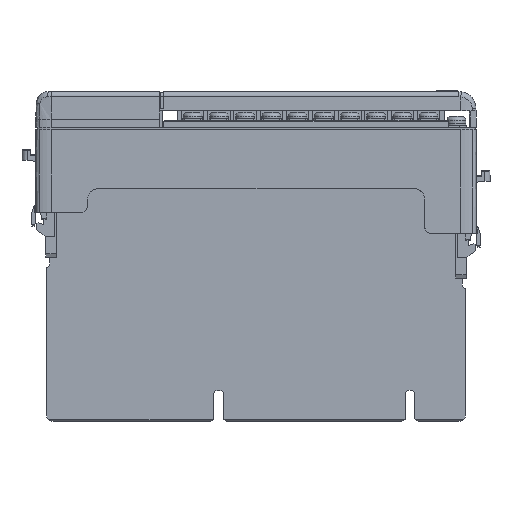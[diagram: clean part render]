
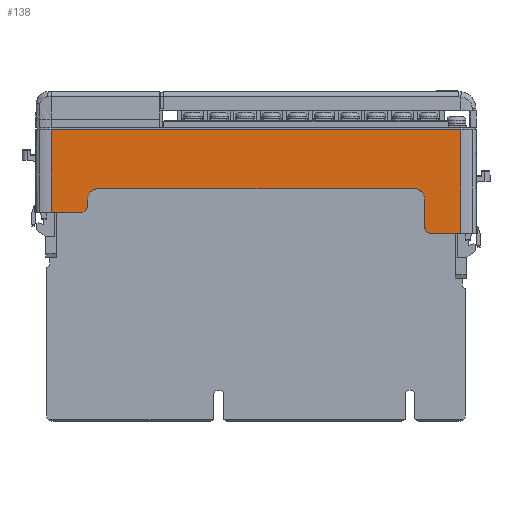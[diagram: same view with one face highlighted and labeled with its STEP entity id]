
A CAD part, left-side view. The second image highlights one B-rep face of the part: STEP entity #138.
In plain terms, the highlighted planar face has unit normal (-1, 0, 0.009).
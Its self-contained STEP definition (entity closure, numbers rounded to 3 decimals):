
#2 = ORIENTED_EDGE ( 'NONE', *, *, #12, .F. ) ;
#3 = ORIENTED_EDGE ( 'NONE', *, *, #4, .F. ) ;
#4 = EDGE_CURVE ( 'NONE', #122880, #8, #3535, .T. ) ;
#8 = VERTEX_POINT ( 'NONE', #3516 ) ;
#12 = EDGE_CURVE ( 'NONE', #8, #32281, #3511, .T. ) ;
#110 = ORIENTED_EDGE ( 'NONE', *, *, #122986, .T. ) ;
#111 = ORIENTED_EDGE ( 'NONE', *, *, #32792, .T. ) ;
#113 = ORIENTED_EDGE ( 'NONE', *, *, #31867, .T. ) ;
#116 = ORIENTED_EDGE ( 'NONE', *, *, #31926, .F. ) ;
#118 = ORIENTED_EDGE ( 'NONE', *, *, #32018, .T. ) ;
#121 = ORIENTED_EDGE ( 'NONE', *, *, #32093, .F. ) ;
#122 = ORIENTED_EDGE ( 'NONE', *, *, #32174, .T. ) ;
#138 = ADVANCED_FACE ( 'NONE', ( #3872 ), #3865, .T. ) ;
#141 = EDGE_LOOP ( 'NONE', ( #142, #143, #144, #2, #3, #110, #111, #113, #116, #118, #121, #122 ) ) ;
#142 = ORIENTED_EDGE ( 'NONE', *, *, #31831, .F. ) ;
#143 = ORIENTED_EDGE ( 'NONE', *, *, #116576, .T. ) ;
#144 = ORIENTED_EDGE ( 'NONE', *, *, #32340, .F. ) ;
#3508 = DIRECTION ( 'NONE',  ( -0.009, 0., -1. ) ) ;
#3509 = VECTOR ( 'NONE', #3508, 1000. ) ;
#3510 = CARTESIAN_POINT ( 'NONE',  ( 101.307, -3.768, -119.122 ) ) ;
#3511 = LINE ( 'NONE', #3510, #3509 ) ;
#3516 = CARTESIAN_POINT ( 'NONE',  ( 101.57, -3.768, -88.997 ) ) ;
#3529 = DIRECTION ( 'NONE',  ( 0., -1., 0. ) ) ;
#3531 = VECTOR ( 'NONE', #3529, 1000. ) ;
#3534 = CARTESIAN_POINT ( 'NONE',  ( 101.57, -3.768, -88.997 ) ) ;
#3535 = LINE ( 'NONE', #3534, #3531 ) ;
#3860 = DIRECTION ( 'NONE',  ( 0.009, 0., 1. ) ) ;
#3862 = DIRECTION ( 'NONE',  ( -1., 0., 0.009 ) ) ;
#3863 = CARTESIAN_POINT ( 'NONE',  ( 101.306, -3.768, -119.226 ) ) ;
#3864 = AXIS2_PLACEMENT_3D ( 'NONE', #3863, #3862, #3860 ) ;
#3865 = PLANE ( 'NONE',  #3864 ) ;
#3872 = FACE_OUTER_BOUND ( 'NONE', #141, .T. ) ;
#31796 = VERTEX_POINT ( 'NONE', #72208 ) ;
#31823 = VERTEX_POINT ( 'NONE', #72273 ) ;
#31831 = EDGE_CURVE ( 'NONE', #31823, #31834, #72259, .T. ) ;
#31834 = VERTEX_POINT ( 'NONE', #72238 ) ;
#31859 = VERTEX_POINT ( 'NONE', #72333 ) ;
#31867 = EDGE_CURVE ( 'NONE', #31796, #31859, #72308, .T. ) ;
#31917 = VERTEX_POINT ( 'NONE', #72483 ) ;
#31926 = EDGE_CURVE ( 'NONE', #31917, #31859, #72462, .T. ) ;
#32011 = VERTEX_POINT ( 'NONE', #72700 ) ;
#32018 = EDGE_CURVE ( 'NONE', #31917, #32011, #72680, .T. ) ;
#32085 = VERTEX_POINT ( 'NONE', #72927 ) ;
#32093 = EDGE_CURVE ( 'NONE', #32085, #32011, #72911, .T. ) ;
#32174 = EDGE_CURVE ( 'NONE', #32085, #31834, #73123, .T. ) ;
#32281 = VERTEX_POINT ( 'NONE', #73429 ) ;
#32340 = EDGE_CURVE ( 'NONE', #32281, #32342, #73561, .T. ) ;
#32342 = VERTEX_POINT ( 'NONE', #73553 ) ;
#32792 = EDGE_CURVE ( 'NONE', #32793, #31796, #74578, .T. ) ;
#32793 = VERTEX_POINT ( 'NONE', #74571 ) ;
#35986 = CARTESIAN_POINT ( 'NONE',  ( 101.57, 115.315, -88.997 ) ) ;
#36221 = DIRECTION ( 'NONE',  ( -0.009, 0., -1. ) ) ;
#36223 = VECTOR ( 'NONE', #36221, 1000. ) ;
#36225 = CARTESIAN_POINT ( 'NONE',  ( 101.307, 115.315, -119.122 ) ) ;
#36234 = LINE ( 'NONE', #36225, #36223 ) ;
#72208 = CARTESIAN_POINT ( 'NONE',  ( 101.36, 106.815, -113.126 ) ) ;
#72238 = CARTESIAN_POINT ( 'NONE',  ( 101.394, 6.732, -109.226 ) ) ;
#72254 = DIRECTION ( 'NONE',  ( 0.009, 0., 1. ) ) ;
#72255 = VECTOR ( 'NONE', #72254, 1000. ) ;
#72257 = CARTESIAN_POINT ( 'NONE',  ( 101.306, 6.732, -119.226 ) ) ;
#72259 = LINE ( 'NONE', #72257, #72255 ) ;
#72273 = CARTESIAN_POINT ( 'NONE',  ( 101.324, 6.732, -117.226 ) ) ;
#72293 = CARTESIAN_POINT ( 'NONE',  ( 101.377, 104.815, -111.126 ) ) ;
#72295 = CARTESIAN_POINT ( 'NONE',  ( 101.367, 104.815, -112.298 ) ) ;
#72297 = CARTESIAN_POINT ( 'NONE',  ( 101.36, 105.643, -113.126 ) ) ;
#72299 = CARTESIAN_POINT ( 'NONE',  ( 101.36, 106.815, -113.126 ) ) ;
#72308 =( BOUNDED_CURVE ( )  B_SPLINE_CURVE ( 3, ( #72299, #72297, #72295, #72293 ),
 .UNSPECIFIED., .F., .T. ) 
 B_SPLINE_CURVE_WITH_KNOTS ( ( 4, 4 ),
 ( 0., 1.571 ),
 .UNSPECIFIED. ) 
 CURVE ( )  GEOMETRIC_REPRESENTATION_ITEM ( )  RATIONAL_B_SPLINE_CURVE ( ( 1., 0.805, 0.805, 1. ) ) 
 REPRESENTATION_ITEM ( '' )  );
#72333 = CARTESIAN_POINT ( 'NONE',  ( 101.377, 104.815, -111.126 ) ) ;
#72448 = DIRECTION ( 'NONE',  ( -0.009, 0., -1. ) ) ;
#72450 = VECTOR ( 'NONE', #72448, 1000. ) ;
#72452 = CARTESIAN_POINT ( 'NONE',  ( 101.306, 104.815, -119.226 ) ) ;
#72462 = LINE ( 'NONE', #72452, #72450 ) ;
#72483 = CARTESIAN_POINT ( 'NONE',  ( 101.394, 104.815, -109.226 ) ) ;
#72667 = CARTESIAN_POINT ( 'NONE',  ( 101.42, 101.815, -106.226 ) ) ;
#72669 = CARTESIAN_POINT ( 'NONE',  ( 101.42, 103.572, -106.226 ) ) ;
#72671 = CARTESIAN_POINT ( 'NONE',  ( 101.409, 104.815, -107.469 ) ) ;
#72673 = CARTESIAN_POINT ( 'NONE',  ( 101.394, 104.815, -109.226 ) ) ;
#72680 =( BOUNDED_CURVE ( )  B_SPLINE_CURVE ( 3, ( #72673, #72671, #72669, #72667 ),
 .UNSPECIFIED., .F., .T. ) 
 B_SPLINE_CURVE_WITH_KNOTS ( ( 4, 4 ),
 ( 4.712, 6.283 ),
 .UNSPECIFIED. ) 
 CURVE ( )  GEOMETRIC_REPRESENTATION_ITEM ( )  RATIONAL_B_SPLINE_CURVE ( ( 1., 0.805, 0.805, 1. ) ) 
 REPRESENTATION_ITEM ( '' )  );
#72700 = CARTESIAN_POINT ( 'NONE',  ( 101.42, 101.815, -106.226 ) ) ;
#72907 = DIRECTION ( 'NONE',  ( 0., 1., 0. ) ) ;
#72908 = VECTOR ( 'NONE', #72907, 1000. ) ;
#72910 = CARTESIAN_POINT ( 'NONE',  ( 101.42, -3.768, -106.226 ) ) ;
#72911 = LINE ( 'NONE', #72910, #72908 ) ;
#72927 = CARTESIAN_POINT ( 'NONE',  ( 101.42, 9.732, -106.226 ) ) ;
#73109 = CARTESIAN_POINT ( 'NONE',  ( 101.394, 6.732, -109.226 ) ) ;
#73110 = CARTESIAN_POINT ( 'NONE',  ( 101.409, 6.732, -107.469 ) ) ;
#73112 = CARTESIAN_POINT ( 'NONE',  ( 101.42, 7.975, -106.226 ) ) ;
#73113 = CARTESIAN_POINT ( 'NONE',  ( 101.42, 9.732, -106.226 ) ) ;
#73123 =( BOUNDED_CURVE ( )  B_SPLINE_CURVE ( 3, ( #73113, #73112, #73110, #73109 ),
 .UNSPECIFIED., .F., .T. ) 
 B_SPLINE_CURVE_WITH_KNOTS ( ( 4, 4 ),
 ( 0., 1.571 ),
 .UNSPECIFIED. ) 
 CURVE ( )  GEOMETRIC_REPRESENTATION_ITEM ( )  RATIONAL_B_SPLINE_CURVE ( ( 1., 0.805, 0.805, 1. ) ) 
 REPRESENTATION_ITEM ( '' )  );
#73429 = CARTESIAN_POINT ( 'NONE',  ( 101.306, -3.768, -119.226 ) ) ;
#73553 = CARTESIAN_POINT ( 'NONE',  ( 101.306, 4.732, -119.226 ) ) ;
#73556 = DIRECTION ( 'NONE',  ( 0., 1., 0. ) ) ;
#73557 = VECTOR ( 'NONE', #73556, 1000. ) ;
#73559 = CARTESIAN_POINT ( 'NONE',  ( 101.306, 0., -119.226 ) ) ;
#73561 = LINE ( 'NONE', #73559, #73557 ) ;
#74571 = CARTESIAN_POINT ( 'NONE',  ( 101.36, 115.315, -113.126 ) ) ;
#74573 = DIRECTION ( 'NONE',  ( 0., -1., 0. ) ) ;
#74575 = VECTOR ( 'NONE', #74573, 1000. ) ;
#74577 = CARTESIAN_POINT ( 'NONE',  ( 101.36, -3.768, -113.126 ) ) ;
#74578 = LINE ( 'NONE', #74577, #74575 ) ;
#95486 = CARTESIAN_POINT ( 'NONE',  ( 101.306, 4.732, -119.226 ) ) ;
#95489 = CARTESIAN_POINT ( 'NONE',  ( 101.306, 5.904, -119.226 ) ) ;
#95492 = CARTESIAN_POINT ( 'NONE',  ( 101.314, 6.732, -118.398 ) ) ;
#95496 = CARTESIAN_POINT ( 'NONE',  ( 101.324, 6.732, -117.226 ) ) ;
#95508 =( BOUNDED_CURVE ( )  B_SPLINE_CURVE ( 3, ( #95496, #95492, #95489, #95486 ),
 .UNSPECIFIED., .F., .T. ) 
 B_SPLINE_CURVE_WITH_KNOTS ( ( 4, 4 ),
 ( 4.712, 6.283 ),
 .UNSPECIFIED. ) 
 CURVE ( )  GEOMETRIC_REPRESENTATION_ITEM ( )  RATIONAL_B_SPLINE_CURVE ( ( 1., 0.805, 0.805, 1. ) ) 
 REPRESENTATION_ITEM ( '' )  );
#116576 = EDGE_CURVE ( 'NONE', #31823, #32342, #95508, .T. ) ;
#122880 = VERTEX_POINT ( 'NONE', #35986 ) ;
#122986 = EDGE_CURVE ( 'NONE', #122880, #32793, #36234, .T. ) ;
